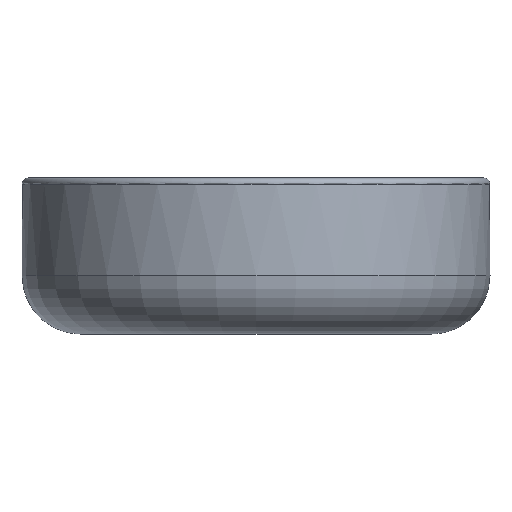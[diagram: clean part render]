
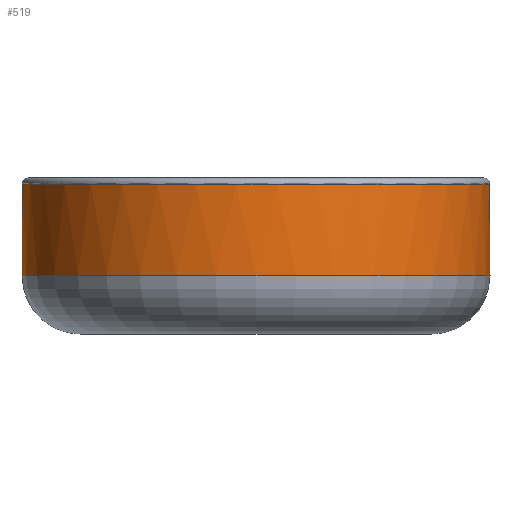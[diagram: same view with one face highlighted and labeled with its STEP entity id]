
A CAD part, left-side view. The second image highlights one B-rep face of the part: STEP entity #519.
In plain terms, the highlighted cylindrical face has radius 76.2 mm (diameter 152.4 mm), a partial arc.
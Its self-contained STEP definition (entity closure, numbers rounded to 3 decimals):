
#31=LINE('',#847,#61);
#32=LINE('',#851,#62);
#33=LINE('',#855,#63);
#34=LINE('',#859,#64);
#61=VECTOR('',#649,10.);
#62=VECTOR('',#652,31.75);
#63=VECTOR('',#655,31.75);
#64=VECTOR('',#658,10.);
#91=CYLINDRICAL_SURFACE('',#569,76.2);
#104=FACE_OUTER_BOUND('',#138,.T.);
#138=EDGE_LOOP('',(#355,#356,#357,#358,#359,#360,#361,#362));
#174=CIRCLE('',#570,76.2);
#175=CIRCLE('',#571,76.2);
#176=CIRCLE('',#572,76.2);
#177=CIRCLE('',#573,76.2);
#222=VERTEX_POINT('',#819);
#226=VERTEX_POINT('',#846);
#227=VERTEX_POINT('',#848);
#228=VERTEX_POINT('',#850);
#229=VERTEX_POINT('',#852);
#230=VERTEX_POINT('',#854);
#231=VERTEX_POINT('',#856);
#232=VERTEX_POINT('',#858);
#275=EDGE_CURVE('',#222,#226,#31,.T.);
#276=EDGE_CURVE('',#226,#227,#174,.T.);
#277=EDGE_CURVE('',#228,#227,#32,.F.);
#278=EDGE_CURVE('',#228,#229,#175,.T.);
#279=EDGE_CURVE('',#229,#230,#33,.F.);
#280=EDGE_CURVE('',#230,#231,#176,.T.);
#281=EDGE_CURVE('',#231,#232,#34,.T.);
#282=EDGE_CURVE('',#222,#232,#177,.T.);
#355=ORIENTED_EDGE('',*,*,#275,.T.);
#356=ORIENTED_EDGE('',*,*,#276,.T.);
#357=ORIENTED_EDGE('',*,*,#277,.F.);
#358=ORIENTED_EDGE('',*,*,#278,.T.);
#359=ORIENTED_EDGE('',*,*,#279,.T.);
#360=ORIENTED_EDGE('',*,*,#280,.T.);
#361=ORIENTED_EDGE('',*,*,#281,.T.);
#362=ORIENTED_EDGE('',*,*,#282,.F.);
#519=ADVANCED_FACE('',(#104),#91,.T.);
#569=AXIS2_PLACEMENT_3D('',#845,#647,#648);
#570=AXIS2_PLACEMENT_3D('',#849,#650,#651);
#571=AXIS2_PLACEMENT_3D('',#853,#653,#654);
#572=AXIS2_PLACEMENT_3D('',#857,#656,#657);
#573=AXIS2_PLACEMENT_3D('',#860,#659,#660);
#647=DIRECTION('center_axis',(0.,0.,-1.));
#648=DIRECTION('ref_axis',(-1.,0.,0.));
#649=DIRECTION('',(0.,0.,-1.));
#650=DIRECTION('center_axis',(0.,0.,-1.));
#651=DIRECTION('ref_axis',(-1.,0.,0.));
#652=DIRECTION('',(0.,0.,-1.));
#653=DIRECTION('center_axis',(0.,0.,1.));
#654=DIRECTION('ref_axis',(1.,0.,0.));
#655=DIRECTION('',(0.,0.,-1.));
#656=DIRECTION('center_axis',(0.,0.,-1.));
#657=DIRECTION('ref_axis',(-1.,0.,0.));
#658=DIRECTION('',(0.,0.,1.));
#659=DIRECTION('center_axis',(0.,0.,1.));
#660=DIRECTION('ref_axis',(-1.,0.,0.));
#819=CARTESIAN_POINT('',(62.208,44.006,48.8));
#845=CARTESIAN_POINT('Origin',(0.,0.,50.8));
#846=CARTESIAN_POINT('',(62.208,44.006,22.));
#847=CARTESIAN_POINT('',(62.208,44.006,37.));
#848=CARTESIAN_POINT('',(76.163,2.381,22.));
#849=CARTESIAN_POINT('Origin',(0.,0.,22.));
#850=CARTESIAN_POINT('',(76.163,2.381,19.05));
#851=CARTESIAN_POINT('',(76.163,2.381,50.8));
#852=CARTESIAN_POINT('',(76.163,-2.381,19.05));
#853=CARTESIAN_POINT('Origin',(0.,0.,19.05));
#854=CARTESIAN_POINT('',(76.163,-2.381,22.));
#855=CARTESIAN_POINT('',(76.163,-2.381,50.8));
#856=CARTESIAN_POINT('',(53.679,-54.083,22.));
#857=CARTESIAN_POINT('Origin',(0.,0.,22.));
#858=CARTESIAN_POINT('',(53.679,-54.083,48.8));
#859=CARTESIAN_POINT('',(53.679,-54.083,37.));
#860=CARTESIAN_POINT('Origin',(0.,0.,48.8));
